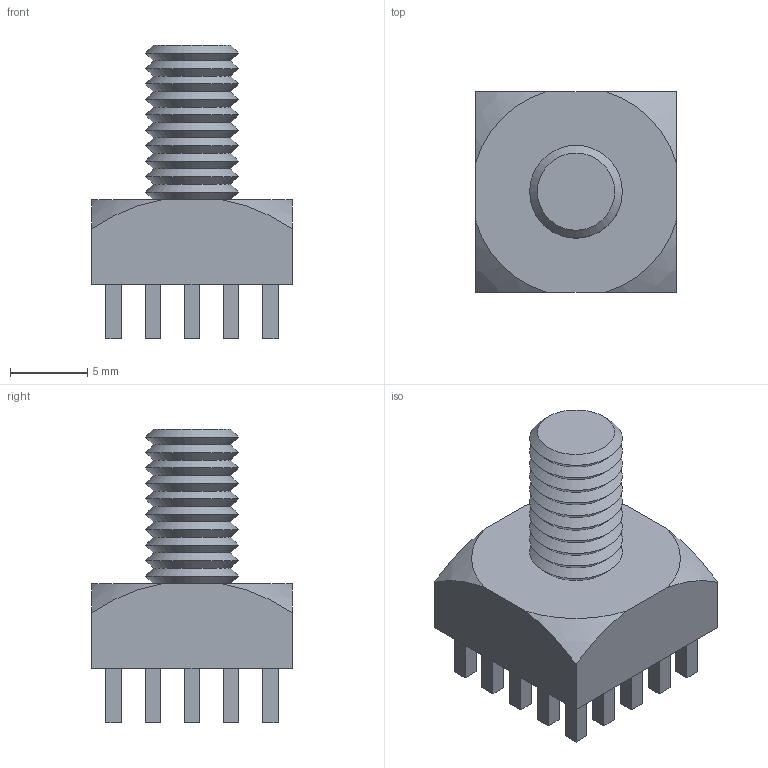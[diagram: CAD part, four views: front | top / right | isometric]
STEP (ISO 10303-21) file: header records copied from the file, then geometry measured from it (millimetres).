
FILE_DESCRIPTION(/* description */ (''),/* implementation_level */ '2;1');
FILE_NAME(/* name */ 'WURTH_7461098.stp',/* time_stamp */ '2015-03-26T09:36:48+01:00',/* author */ ('admchouv'),/* organization */ (''),/* preprocessor_version */ 'ST-DEVELOPER v15.5',/* originating_system */ 'AutoCAD Mechanical',/* authorisation */ '');
FILE_SCHEMA (('AUTOMOTIVE_DESIGN { 1 0 10303 214 3 1 1 }'));
Length unit declared in the file: millimetre
Products named in the file (1): Product
Bounding box: 13 x 13 x 19 mm (x, y, z)
Volume: 1240.6 mm3; surface area: 2205.2 mm2
Topology: 46 solids, 46 shells, 220 faces, 384 edges, 256 vertices
Faces by surface type: plane 196, cone 20, sphere 4
Entity records: 5087 total; most frequent: DIRECTION 858, CARTESIAN_POINT 841, ORIENTED_EDGE 728, EDGE_CURVE 364, LINE 312, VECTOR 312, AXIS2_PLACEMENT_3D 273, VERTEX_POINT 256
